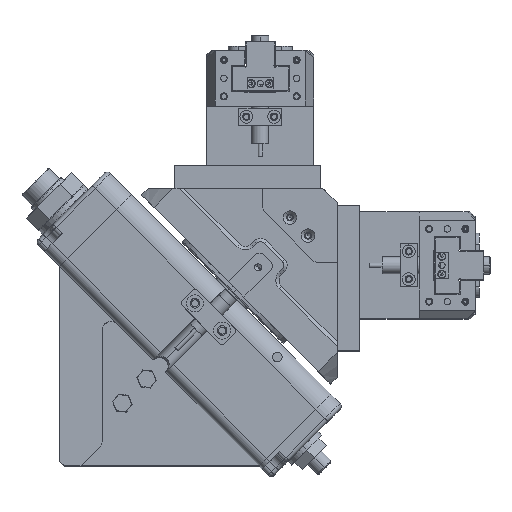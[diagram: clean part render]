
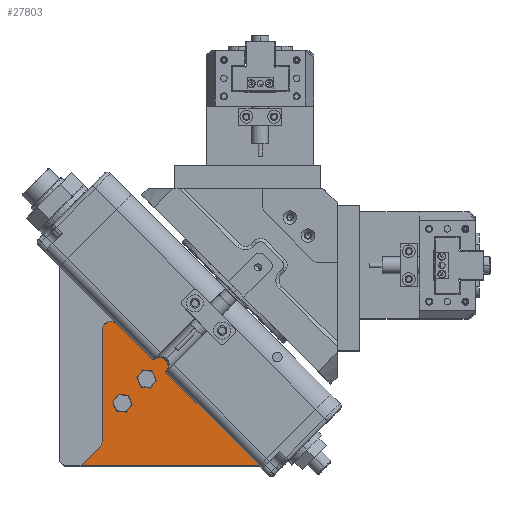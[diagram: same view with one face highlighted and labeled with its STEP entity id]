
A CAD part, top view. The second image highlights one B-rep face of the part: STEP entity #27803.
In plain terms, the highlighted planar face has unit normal (0, 0, 1).
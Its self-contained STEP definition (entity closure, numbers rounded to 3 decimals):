
#366 = CARTESIAN_POINT ( 'NONE',  ( 25.592, -18.644, 207.7 ) ) ;
#908 = VERTEX_POINT ( 'NONE', #4913 ) ;
#1253 = DIRECTION ( 'NONE',  ( -0.707, 0.707, 0. ) ) ;
#1309 = VERTEX_POINT ( 'NONE', #44787 ) ;
#1578 = EDGE_CURVE ( 'NONE', #36845, #48794, #19185, .T. ) ;
#1710 = ORIENTED_EDGE ( 'NONE', *, *, #49489, .F. ) ;
#4415 = CARTESIAN_POINT ( 'NONE',  ( 53.506, -42.026, 207.7 ) ) ;
#4905 = VECTOR ( 'NONE', #41802, 1000. ) ;
#4913 = CARTESIAN_POINT ( 'NONE',  ( 47.435, -35.955, 207.7 ) ) ;
#5894 = CARTESIAN_POINT ( 'NONE',  ( 97.14, -85.66, 207.7 ) ) ;
#5971 = CARTESIAN_POINT ( 'NONE',  ( 27.802, -21.978, 207.7 ) ) ;
#6761 = CARTESIAN_POINT ( 'NONE',  ( 25.592, -19.06, 207.7 ) ) ;
#6979 = VERTEX_POINT ( 'NONE', #6761 ) ;
#8341 = DIRECTION ( 'NONE',  ( 0., 0., 1. ) ) ;
#8868 = VECTOR ( 'NONE', #32975, 1000. ) ;
#8986 = CARTESIAN_POINT ( 'NONE',  ( 53.496, -41.683, 207.7 ) ) ;
#11136 = ORIENTED_EDGE ( 'NONE', *, *, #59119, .T. ) ;
#12048 = DIRECTION ( 'NONE',  ( 0., -1., 0. ) ) ;
#12669 = AXIS2_PLACEMENT_3D ( 'NONE', #34214, #55138, #13195 ) ;
#12844 = ORIENTED_EDGE ( 'NONE', *, *, #51857, .F. ) ;
#13055 = VERTEX_POINT ( 'NONE', #17720 ) ;
#13195 = DIRECTION ( 'NONE',  ( -0.707, 0.707, 0. ) ) ;
#13449 = CARTESIAN_POINT ( 'NONE',  ( 47.778, -35.965, 207.7 ) ) ;
#13490 = DIRECTION ( 'NONE',  ( 0.029, -1., 0. ) ) ;
#13677 = DIRECTION ( 'NONE',  ( -0.707, 0.707, 0. ) ) ;
#14322 = EDGE_CURVE ( 'NONE', #13055, #47451, #55110, .T. ) ;
#14756 = PLANE ( 'NONE',  #18510 ) ;
#15106 = LINE ( 'NONE', #32405, #55267 ) ;
#15291 = VECTOR ( 'NONE', #34901, 1000. ) ;
#16919 = CIRCLE ( 'NONE', #22979, 4. ) ;
#17080 = VECTOR ( 'NONE', #57742, 1000. ) ;
#17720 = CARTESIAN_POINT ( 'NONE',  ( 23.802, -73.588, 207.7 ) ) ;
#18510 = AXIS2_PLACEMENT_3D ( 'NONE', #55794, #25061, #60938 ) ;
#19185 = CIRCLE ( 'NONE', #60979, 4. ) ;
#20089 = VERTEX_POINT ( 'NONE', #13449 ) ;
#20175 = LINE ( 'NONE', #8986, #63481 ) ;
#20473 = ORIENTED_EDGE ( 'NONE', *, *, #37745, .F. ) ;
#20894 = ORIENTED_EDGE ( 'NONE', *, *, #65666, .F. ) ;
#22308 = CIRCLE ( 'NONE', #33561, 4. ) ;
#22979 = AXIS2_PLACEMENT_3D ( 'NONE', #39056, #8341, #49419 ) ;
#23375 = ORIENTED_EDGE ( 'NONE', *, *, #30448, .F. ) ;
#25061 = DIRECTION ( 'NONE',  ( 0., 0., -1. ) ) ;
#25322 = CARTESIAN_POINT ( 'NONE',  ( 97.14, -85.66, 207.7 ) ) ;
#26797 = CARTESIAN_POINT ( 'NONE',  ( 30.63, -19.15, 207.7 ) ) ;
#27316 = EDGE_LOOP ( 'NONE', ( #53968, #54937, #48199, #50099, #63034, #44412, #11136, #1710, #59589, #20473, #20894, #12844, #23375, #55602 ) ) ;
#27803 = ADVANCED_FACE ( 'NONE', ( #59976 ), #14756, .F. ) ;
#27809 = EDGE_CURVE ( 'NONE', #6979, #48794, #62340, .T. ) ;
#28303 = CARTESIAN_POINT ( 'NONE',  ( 25.067, -19.06, 207.7 ) ) ;
#28915 = LINE ( 'NONE', #55679, #57901 ) ;
#29196 = VERTEX_POINT ( 'NONE', #52988 ) ;
#30448 = EDGE_CURVE ( 'NONE', #36845, #908, #30702, .T. ) ;
#30702 = LINE ( 'NONE', #26797, #17080 ) ;
#31293 = LINE ( 'NONE', #42677, #8868 ) ;
#31321 = VECTOR ( 'NONE', #36412, 1000. ) ;
#31734 = CARTESIAN_POINT ( 'NONE',  ( 30.63, -19.15, 207.7 ) ) ;
#31997 = CARTESIAN_POINT ( 'NONE',  ( 18.802, -73.588, 207.7 ) ) ;
#32405 = CARTESIAN_POINT ( 'NONE',  ( 23.802, -75.66, 207.7 ) ) ;
#32733 = VERTEX_POINT ( 'NONE', #48413 ) ;
#32975 = DIRECTION ( 'NONE',  ( 1., 0., 0. ) ) ;
#33453 = EDGE_CURVE ( 'NONE', #61634, #6979, #31293, .T. ) ;
#33561 = AXIS2_PLACEMENT_3D ( 'NONE', #48249, #44152, #13677 ) ;
#34214 = CARTESIAN_POINT ( 'NONE',  ( 50.471, -38.99, 207.7 ) ) ;
#34527 = CIRCLE ( 'NONE', #12669, 4.05 ) ;
#34901 = DIRECTION ( 'NONE',  ( 0.707, -0.707, 0. ) ) ;
#34980 = VERTEX_POINT ( 'NONE', #38548 ) ;
#35272 = CARTESIAN_POINT ( 'NONE',  ( 22.337, -77.124, 207.7 ) ) ;
#36193 = CARTESIAN_POINT ( 'NONE',  ( 53.506, -42.026, 207.7 ) ) ;
#36412 = DIRECTION ( 'NONE',  ( 1., -0.029, 0. ) ) ;
#36845 = VERTEX_POINT ( 'NONE', #31734 ) ;
#37745 = EDGE_CURVE ( 'NONE', #29196, #54309, #20175, .T. ) ;
#38228 = EDGE_CURVE ( 'NONE', #54309, #53475, #56225, .T. ) ;
#38548 = CARTESIAN_POINT ( 'NONE',  ( 24.973, -19.15, 207.7 ) ) ;
#39056 = CARTESIAN_POINT ( 'NONE',  ( 27.802, -21.978, 207.7 ) ) ;
#39891 = VECTOR ( 'NONE', #60294, 1000. ) ;
#41802 = DIRECTION ( 'NONE',  ( -1., 0., 0. ) ) ;
#42098 = DIRECTION ( 'NONE',  ( 0., 0., 1. ) ) ;
#42677 = CARTESIAN_POINT ( 'NONE',  ( 12.935, -19.06, 207.7 ) ) ;
#44152 = DIRECTION ( 'NONE',  ( 0., 0., 1. ) ) ;
#44412 = ORIENTED_EDGE ( 'NONE', *, *, #14322, .T. ) ;
#44787 = CARTESIAN_POINT ( 'NONE',  ( 13.802, -85.66, 207.7 ) ) ;
#45012 = LINE ( 'NONE', #62892, #31321 ) ;
#46650 = DIRECTION ( 'NONE',  ( -0.707, 0.707, 0. ) ) ;
#47451 = VERTEX_POINT ( 'NONE', #35272 ) ;
#48199 = ORIENTED_EDGE ( 'NONE', *, *, #59359, .T. ) ;
#48249 = CARTESIAN_POINT ( 'NONE',  ( 27.802, -21.978, 207.7 ) ) ;
#48413 = CARTESIAN_POINT ( 'NONE',  ( 23.802, -21.978, 207.7 ) ) ;
#48794 = VERTEX_POINT ( 'NONE', #366 ) ;
#49419 = DIRECTION ( 'NONE',  ( -0.707, 0.707, 0. ) ) ;
#49489 = EDGE_CURVE ( 'NONE', #53475, #1309, #59524, .T. ) ;
#50099 = ORIENTED_EDGE ( 'NONE', *, *, #65146, .T. ) ;
#51857 = EDGE_CURVE ( 'NONE', #908, #20089, #45012, .T. ) ;
#52988 = CARTESIAN_POINT ( 'NONE',  ( 53.496, -41.683, 207.7 ) ) ;
#53475 = VERTEX_POINT ( 'NONE', #25322 ) ;
#53868 = EDGE_CURVE ( 'NONE', #32733, #13055, #15106, .T. ) ;
#53968 = ORIENTED_EDGE ( 'NONE', *, *, #27809, .F. ) ;
#54309 = VERTEX_POINT ( 'NONE', #36193 ) ;
#54421 = AXIS2_PLACEMENT_3D ( 'NONE', #31997, #57618, #46650 ) ;
#54937 = ORIENTED_EDGE ( 'NONE', *, *, #33453, .F. ) ;
#55110 = CIRCLE ( 'NONE', #54421, 5. ) ;
#55138 = DIRECTION ( 'NONE',  ( 0., 0., -1. ) ) ;
#55267 = VECTOR ( 'NONE', #12048, 1000. ) ;
#55602 = ORIENTED_EDGE ( 'NONE', *, *, #1578, .T. ) ;
#55679 = CARTESIAN_POINT ( 'NONE',  ( 13.802, -85.66, 207.7 ) ) ;
#55794 = CARTESIAN_POINT ( 'NONE',  ( 50.471, -38.99, 207.7 ) ) ;
#56225 = LINE ( 'NONE', #4415, #15291 ) ;
#57618 = DIRECTION ( 'NONE',  ( 0., 0., -1. ) ) ;
#57742 = DIRECTION ( 'NONE',  ( 0.707, -0.707, 0. ) ) ;
#57901 = VECTOR ( 'NONE', #60609, 1000. ) ;
#59119 = EDGE_CURVE ( 'NONE', #47451, #1309, #28915, .T. ) ;
#59359 = EDGE_CURVE ( 'NONE', #61634, #34980, #22308, .T. ) ;
#59524 = LINE ( 'NONE', #5894, #4905 ) ;
#59589 = ORIENTED_EDGE ( 'NONE', *, *, #38228, .F. ) ;
#59976 = FACE_OUTER_BOUND ( 'NONE', #27316, .T. ) ;
#60294 = DIRECTION ( 'NONE',  ( 0., 1., 0. ) ) ;
#60609 = DIRECTION ( 'NONE',  ( -0.707, -0.707, 0. ) ) ;
#60938 = DIRECTION ( 'NONE',  ( -0.707, 0.707, 0. ) ) ;
#60979 = AXIS2_PLACEMENT_3D ( 'NONE', #5971, #42098, #1253 ) ;
#61634 = VERTEX_POINT ( 'NONE', #28303 ) ;
#62340 = LINE ( 'NONE', #66097, #39891 ) ;
#62892 = CARTESIAN_POINT ( 'NONE',  ( 47.435, -35.955, 207.7 ) ) ;
#63034 = ORIENTED_EDGE ( 'NONE', *, *, #53868, .T. ) ;
#63481 = VECTOR ( 'NONE', #13490, 1000. ) ;
#65146 = EDGE_CURVE ( 'NONE', #34980, #32733, #16919, .T. ) ;
#65666 = EDGE_CURVE ( 'NONE', #20089, #29196, #34527, .T. ) ;
#66097 = CARTESIAN_POINT ( 'NONE',  ( 25.592, -38.99, 207.7 ) ) ;
